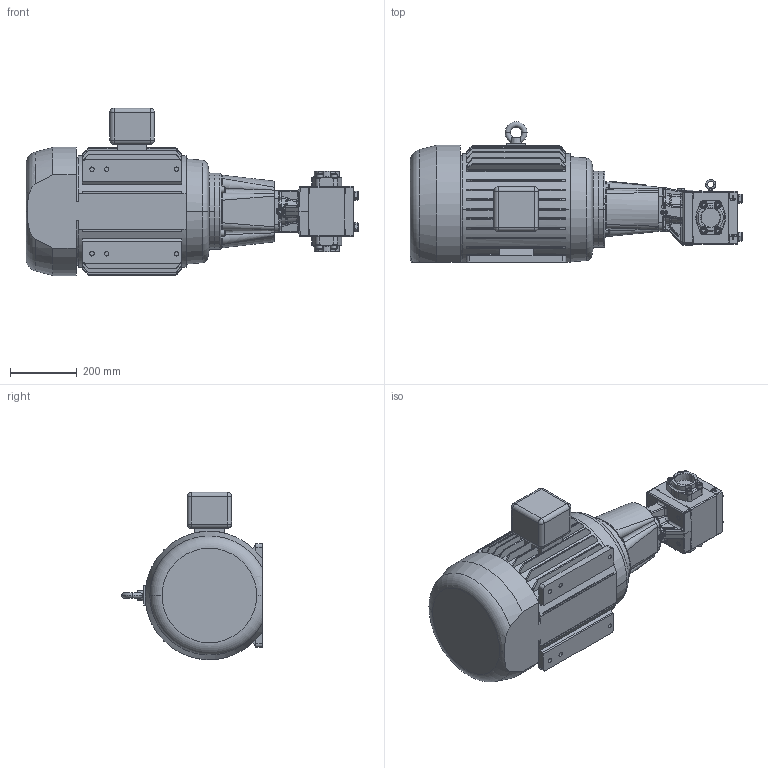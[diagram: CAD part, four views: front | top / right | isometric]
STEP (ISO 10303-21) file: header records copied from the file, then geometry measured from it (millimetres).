
FILE_DESCRIPTION (( 'STEP AP214' ), '1' );
FILE_NAME ('GPV-1009-031-U.STEP', '2021-08-18T16:30:26', ( '' ), ( '' ), 'SwSTEP 2.0', 'SolidWorks 2020', '' );
FILE_SCHEMA (( 'AUTOMOTIVE_DESIGN' ));
Length unit declared in the file: inch
Products named in the file (1): GPV-1009-031-U
Bounding box: 997.39 x 421.73 x 503.17 mm (x, y, z)
Volume: 64738262.8 mm3; surface area: 1730557.7 mm2
Topology: 1 solids, 1 shells, 3369 faces, 8819 edges, 5681 vertices
Faces by surface type: plane 1862, bspline 857, cylinder 352, cone 228, sphere 40, torus 30
Entity records: 150366 total; most frequent: CARTESIAN_POINT 50586, ORIENTED_EDGE 17590, DIRECTION 12733, EDGE_CURVE 8795, VERTEX_POINT 5681, VECTOR 5575, LINE 5575, EDGE_LOOP 3646
